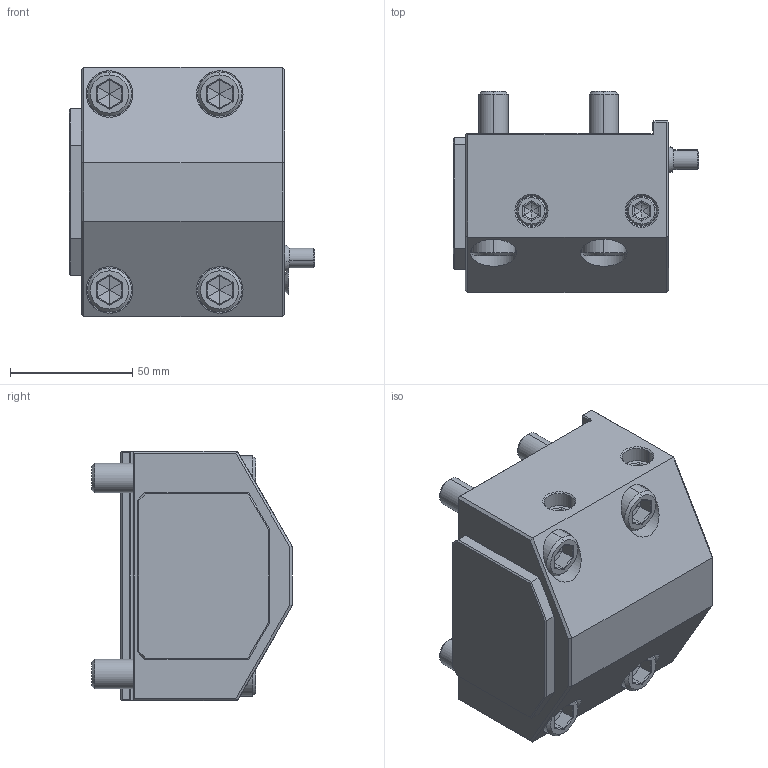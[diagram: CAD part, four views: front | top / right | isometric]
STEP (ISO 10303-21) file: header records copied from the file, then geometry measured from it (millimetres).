
FILE_DESCRIPTION((''),'2;1');
FILE_NAME('NGT_ID_32_31_75_HA','2023-05-24T',('vali'),('NOVA GRUP'),'PRO/ENGINEER BY PARAMETRIC TECHNOLOGY CORPORATION, 2010280','PRO/ENGINEER BY PARAMETRIC TECHNOLOGY CORPORATION, 2010280','');
FILE_SCHEMA(('CONFIG_CONTROL_DESIGN'));
Length unit declared in the file: millimetre
Products named in the file (1): NGT_ID_32_31_75_HA
Bounding box: 100.34 x 82 x 102 mm (x, y, z)
Volume: 418115.4 mm3; surface area: 72887.8 mm2
Topology: 1 solids, 1 shells, 407 faces, 914 edges, 512 vertices
Faces by surface type: plane 168, cylinder 125, cone 72, bspline 24, torus 16, sphere 2
Entity records: 12170 total; most frequent: CARTESIAN_POINT 3445, DIRECTION 1772, ORIENTED_EDGE 1772, EDGE_CURVE 886, AXIS2_PLACEMENT_3D 611, VECTOR 550, LINE 550, VERTEX_POINT 512
